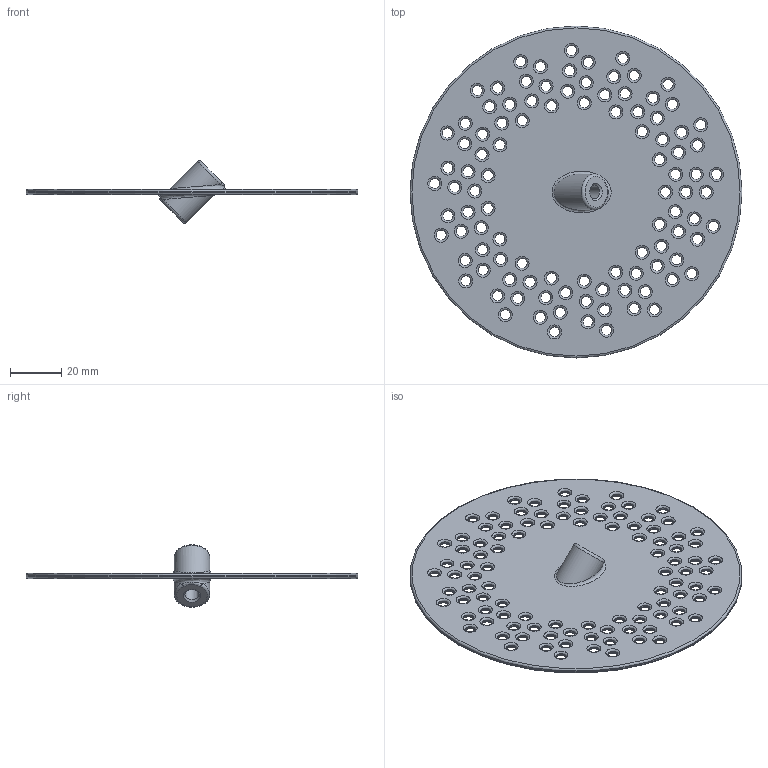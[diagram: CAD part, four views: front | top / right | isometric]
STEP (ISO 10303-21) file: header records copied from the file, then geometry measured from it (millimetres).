
FILE_DESCRIPTION(/* description */ (''),/* implementation_level */ '2;1');
FILE_NAME(/* name */ '3D_Print_WobbleDisc_JambNuts.step',/* time_stamp */ '2026-01-10T11:37:42-05:00',/* author */ (''),/* organization */ (''),/* preprocessor_version */ 'ST-DEVELOPER v20.1',/* originating_system */ 'Autodesk Translation Framework v14.21.0.0',/* authorisation */ '');
FILE_SCHEMA (('AUTOMOTIVE_DESIGN { 1 0 10303 214 3 1 1 }'));
Length unit declared in the file: millimetre
Products named in the file (1): 3D_Print_WobbleDisc_JambNuts
Bounding box: 130.18 x 130.18 x 24.62 mm (x, y, z)
Volume: 26081.8 mm3; surface area: 27303.5 mm2
Topology: 1 solids, 1 shells, 324 faces, 947 edges, 627 vertices
Faces by surface type: torus 208, cylinder 106, bspline 4, plane 4, cone 2
Full cylindrical faces by diameter (mm): 4 x102, 5.5 x1, 130.175 x1
Entity records: 12135 total; most frequent: DIRECTION 2418, CARTESIAN_POINT 2284, ORIENTED_EDGE 1894, AXIS2_PLACEMENT_3D 1156, EDGE_CURVE 947, CIRCLE 830, VERTEX_POINT 627, EDGE_LOOP 532
